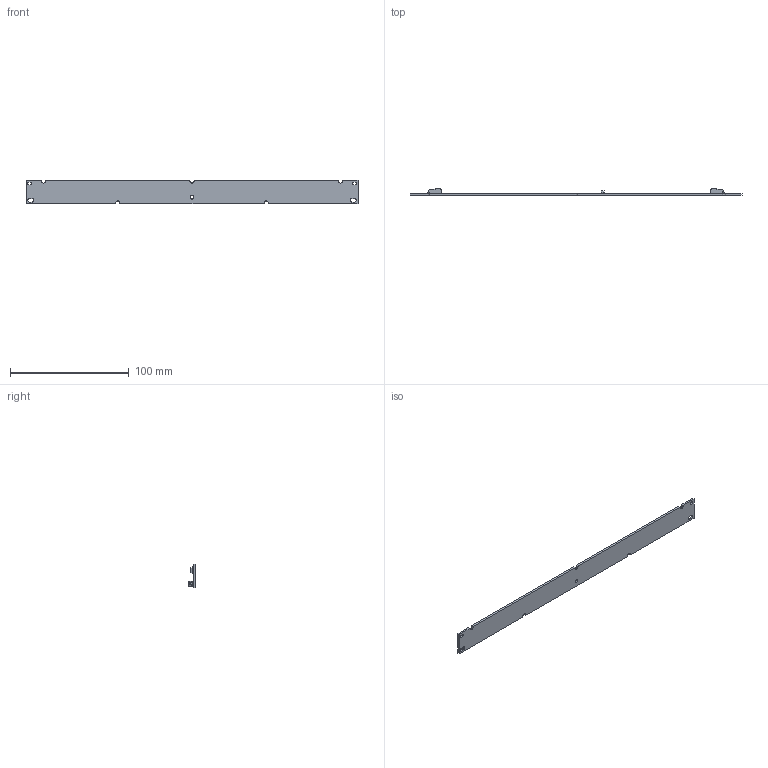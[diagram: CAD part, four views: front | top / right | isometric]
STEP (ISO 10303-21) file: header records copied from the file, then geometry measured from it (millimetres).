
FILE_DESCRIPTION (( 'STEP AP203' ), '1' );
FILE_NAME ('L28W2-10-PCB-Assembly.STEP', '2015-01-09T13:40:44', ( 'VS' ), ( '' ), 'SwSTEP 2.0', 'SolidWorks 2014', '' );
FILE_SCHEMA (( 'CONFIG_CONTROL_DESIGN' ));
Length unit declared in the file: millimetre
Products named in the file (6): L28W2-10-PCB-Base; L28W2-10-PCB-LSL; DO214AC; 2060_401; Nichia Nxxx757; L28W2-10-PCB-Assembly
Assembly tree (15 placements, depth 2):
  L28W2-10-PCB-Assembly
    L28W2-10-PCB-Base
    L28W2-10-PCB-LSL
    DO214AC
    2060_401  x2
    Nichia Nxxx757  x10
Bounding box: 279.6 x 5.85 x 20 mm (x, y, z)
Volume: 8593.5 mm3; surface area: 13269.1 mm2
Topology: 48 solids, 48 shells, 2031 faces, 5485 edges, 3636 vertices
Faces by surface type: plane 1361, cylinder 584, bspline 86
Entity records: 44059 total; most frequent: CARTESIAN_POINT 10569, ORIENTED_EDGE 6944, DIRECTION 6552, EDGE_CURVE 3472, VECTOR 2472, LINE 2472, VERTEX_POINT 2301, AXIS2_PLACEMENT_3D 2040
